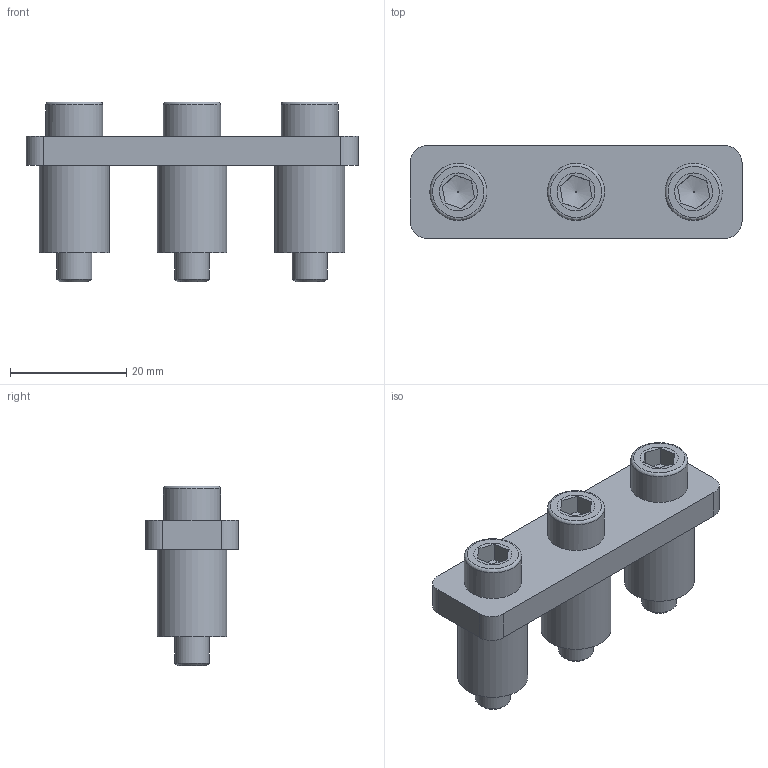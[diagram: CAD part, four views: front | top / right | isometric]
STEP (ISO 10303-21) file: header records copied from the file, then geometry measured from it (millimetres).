
FILE_DESCRIPTION(/* description */ ('Unknown'),/* implementation_level */ '2;1');
FILE_NAME(/* name */ 'JSSB-03-20_B03PN',/* time_stamp */ '2024-10-18T15:46:29-03:00',/* author */ ('Unknown'),/* organization */ ('Unknown'),/* preprocessor_version */ 'ST-DEVELOPER v16.7',/* originating_system */ 'Solid Edge',/* authorisation */ 'Unknown');
FILE_SCHEMA (('AUTOMOTIVE_DESIGN {1 0 10303 214 3 1 1}'));
Length unit declared in the file: millimetre
Products named in the file (1): JSSB-03-20_B03PN
Bounding box: 57 x 16 x 30.9 mm (x, y, z)
Volume: 11115.9 mm3; surface area: 5176.4 mm2
Topology: 1 solids, 1 shells, 61 faces, 135 edges, 88 vertices
Faces by surface type: plane 36, cylinder 13, cone 9, bspline 3
Full cylindrical faces by diameter (mm): 6 x3, 9.8 x3, 12 x3
Entity records: 1952 total; most frequent: CARTESIAN_POINT 744, DIRECTION 222, ORIENTED_EDGE 216, EDGE_CURVE 108, EDGE_LOOP 94, FACE_BOUND 94, AXIS2_PLACEMENT_3D 94, VERTEX_POINT 82
